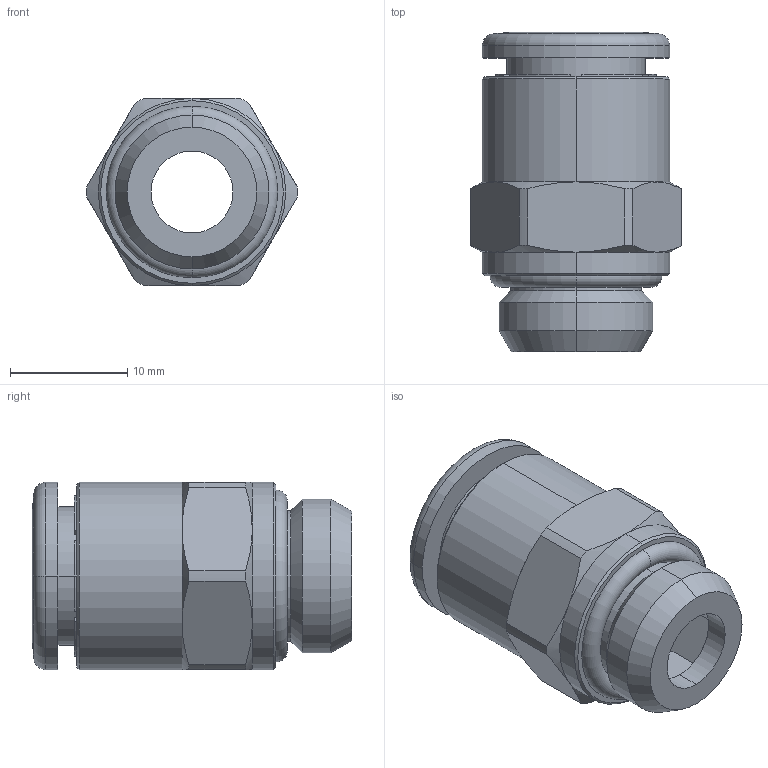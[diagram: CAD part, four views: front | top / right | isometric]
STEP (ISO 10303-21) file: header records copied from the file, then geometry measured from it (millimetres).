
FILE_DESCRIPTION (( 'STEP AP203' ), '1' );
FILE_NAME ('OTRC10G02.STEP', '2023-05-16T06:39:28', ( '' ), ( '' ), 'SwSTEP 2.0', 'SolidWorks 2022', '' );
FILE_SCHEMA (( 'CONFIG_CONTROL_DESIGN' ));
Length unit declared in the file: millimetre
Products named in the file (1): OTRC10G02
Bounding box: 18 x 27.3 x 16 mm (x, y, z)
Volume: 3050.9 mm3; surface area: 2656.9 mm2
Topology: 1 solids, 1 shells, 117 faces, 272 edges, 167 vertices
Faces by surface type: plane 42, cylinder 38, cone 22, torus 15
Entity records: 3673 total; most frequent: CARTESIAN_POINT 897, DIRECTION 594, ORIENTED_EDGE 544, EDGE_CURVE 272, AXIS2_PLACEMENT_3D 240, VERTEX_POINT 167, EDGE_LOOP 129, CIRCLE 122
